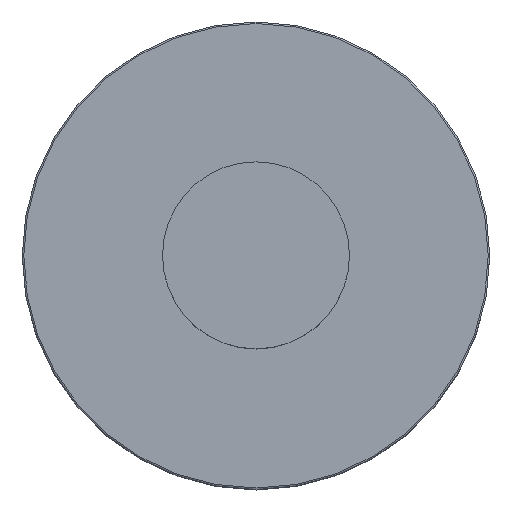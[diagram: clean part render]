
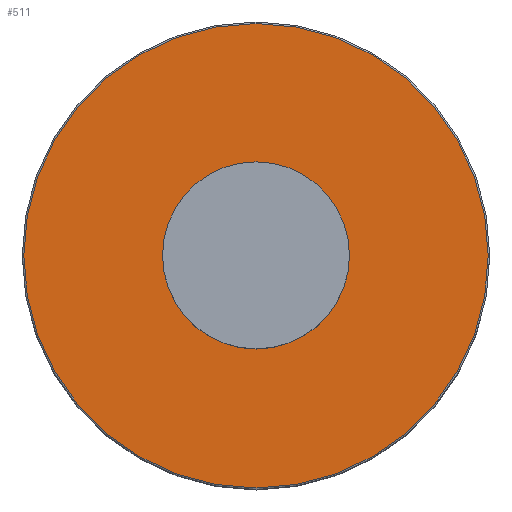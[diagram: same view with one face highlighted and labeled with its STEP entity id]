
A CAD part, top view. The second image highlights one B-rep face of the part: STEP entity #511.
In plain terms, the highlighted planar face has unit normal (0, 0, 1).
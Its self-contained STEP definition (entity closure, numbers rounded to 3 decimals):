
#154=CARTESIAN_POINT('',(0.,0.,35.));
#155=DIRECTION('',(0.,0.,1.));
#156=DIRECTION('',(0.,1.,0.));
#157=AXIS2_PLACEMENT_3D('',#154,#155,#156);
#159=CARTESIAN_POINT('',(0.,0.,35.));
#160=DIRECTION('',(0.,0.,1.));
#161=DIRECTION('',(0.,-1.,0.));
#162=AXIS2_PLACEMENT_3D('',#159,#160,#161);
#164=CARTESIAN_POINT('',(0.,0.,35.));
#165=DIRECTION('',(0.,0.,1.));
#166=DIRECTION('',(-1.,0.,0.));
#167=AXIS2_PLACEMENT_3D('',#164,#165,#166);
#169=CARTESIAN_POINT('',(0.,0.,35.));
#170=DIRECTION('',(0.,0.,1.));
#171=DIRECTION('',(1.,0.,0.));
#172=AXIS2_PLACEMENT_3D('',#169,#170,#171);
#243=CARTESIAN_POINT('',(-14.9,0.,35.));
#244=CARTESIAN_POINT('',(14.9,0.,35.));
#245=VERTEX_POINT('',#243);
#246=VERTEX_POINT('',#244);
#267=CARTESIAN_POINT('',(0.,5.,35.));
#268=CARTESIAN_POINT('',(0.,-5.,35.));
#269=VERTEX_POINT('',#267);
#270=VERTEX_POINT('',#268);
#495=CARTESIAN_POINT('',(0.,0.,35.));
#496=DIRECTION('',(0.,0.,1.));
#497=DIRECTION('',(1.,0.,0.));
#498=AXIS2_PLACEMENT_3D('',#495,#496,#497);
#499=PLANE('',#498);
#501=ORIENTED_EDGE('',*,*,#500,.F.);
#502=ORIENTED_EDGE('',*,*,#478,.F.);
#503=EDGE_LOOP('',(#501,#502));
#504=FACE_OUTER_BOUND('',#503,.F.);
#506=ORIENTED_EDGE('',*,*,#505,.T.);
#508=ORIENTED_EDGE('',*,*,#507,.T.);
#509=EDGE_LOOP('',(#506,#508));
#510=FACE_BOUND('',#509,.F.);
#511=ADVANCED_FACE('',(#504,#510),#499,.T.);
#158=CIRCLE('',#157,5.);
#163=CIRCLE('',#162,5.);
#168=CIRCLE('',#167,14.9);
#173=CIRCLE('',#172,14.9);
#478=EDGE_CURVE('',#246,#245,#173,.T.);
#500=EDGE_CURVE('',#245,#246,#168,.T.);
#505=EDGE_CURVE('',#269,#270,#158,.T.);
#507=EDGE_CURVE('',#270,#269,#163,.T.);
